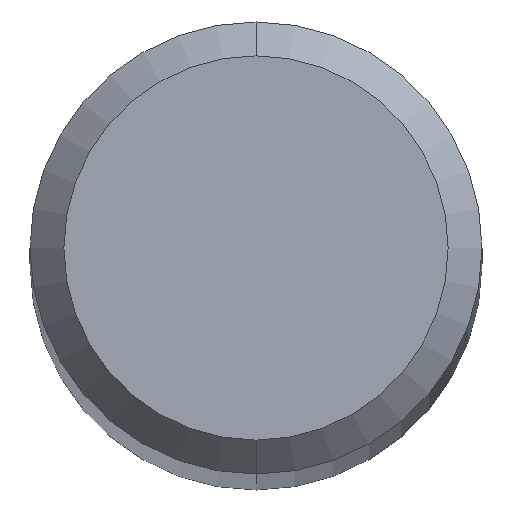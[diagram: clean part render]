
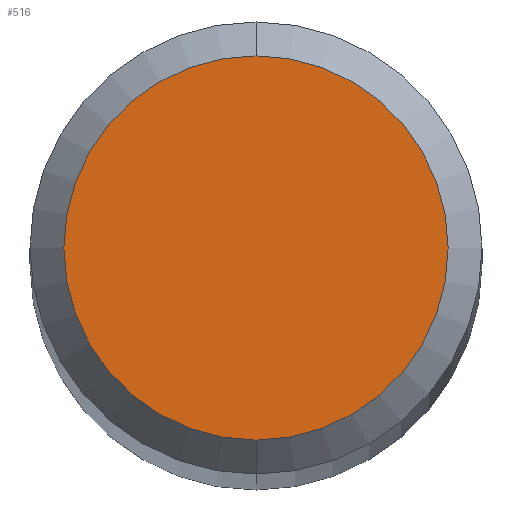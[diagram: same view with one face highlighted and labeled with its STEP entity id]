
A CAD part, top view. The second image highlights one B-rep face of the part: STEP entity #516.
In plain terms, the highlighted planar face has unit normal (0, 0, 1).
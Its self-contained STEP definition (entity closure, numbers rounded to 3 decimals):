
#516=ADVANCED_FACE('',(#1323),#1324,.T.);
#1014=VERTEX_POINT('',#1875);
#1030=EDGE_CURVE('',#1014,#1172,#1893,.T.);
#1160=EDGE_CURVE('',#1172,#1014,#2029,.T.);
#1172=VERTEX_POINT('',#2041);
#1323=FACE_OUTER_BOUND('',#4767,.T.);
#1324=PLANE('',#4768);
#1875=CARTESIAN_POINT('',(0.0,1.7,0.0));
#1893=CIRCLE('',#19983,1.7);
#2029=CIRCLE('',#23136,1.7);
#2041=CARTESIAN_POINT('',(0.,-1.7,0.0));
#4767=EDGE_LOOP('',(#23908,#23909));
#4768=AXIS2_PLACEMENT_3D('',#23910,#23911,#23912);
#19983=AXIS2_PLACEMENT_3D('',#24560,#24561,#24562);
#23136=AXIS2_PLACEMENT_3D('',#24650,#24651,#24652);
#23908=ORIENTED_EDGE('',*,*,#1030,.F.);
#23909=ORIENTED_EDGE('',*,*,#1160,.F.);
#23910=CARTESIAN_POINT('',(0.0,0.85,0.0));
#23911=DIRECTION('',(-0.0,0.0,1.0));
#23912=DIRECTION('',(0.0,-1.0,0.0));
#24560=CARTESIAN_POINT('',(0.0,0.0,0.0));
#24561=DIRECTION('',(0.0,0.0,-1.0));
#24562=DIRECTION('',(0.0,1.0,0.0));
#24650=CARTESIAN_POINT('',(0.0,0.0,0.0));
#24651=DIRECTION('',(0.0,0.0,-1.0));
#24652=DIRECTION('',(0.0,1.0,0.0));
